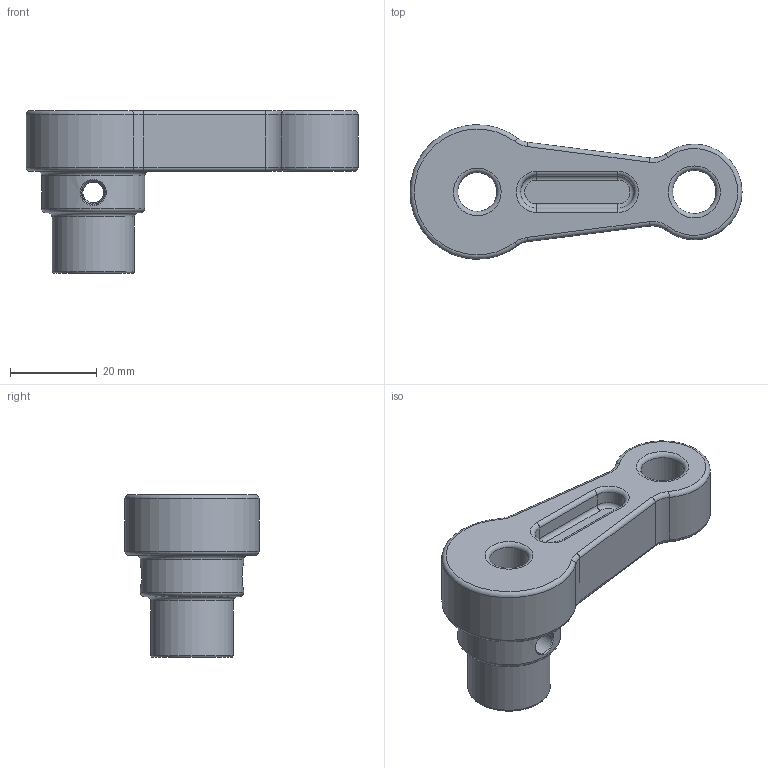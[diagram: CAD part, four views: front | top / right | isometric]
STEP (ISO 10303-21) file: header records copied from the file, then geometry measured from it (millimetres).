
FILE_DESCRIPTION(('FreeCAD Model'),'2;1');
FILE_NAME('Open CASCADE Shape Model','2023-07-05T17:16:08',('Author'),( ''),'Open CASCADE STEP processor 7.5','FreeCAD','Unknown');
FILE_SCHEMA(('AUTOMOTIVE_DESIGN { 1 0 10303 214 1 1 1 1 }'));
Length unit declared in the file: millimetre
Products named in the file (1): Body
Bounding box: 76.5 x 30.98 x 37.5 mm (x, y, z)
Volume: 25497.4 mm3; surface area: 8969.9 mm2
Topology: 1 solids, 1 shells, 73 faces, 156 edges, 89 vertices
Faces by surface type: cylinder 29, torus 28, plane 12, bspline 4
Full cylindrical faces by diameter (mm): 4.79 x1, 5.5 x1, 9 x2, 10 x1, 19 x1, 23.8 x1
Entity records: 5913 total; most frequent: CARTESIAN_POINT 2596, DIRECTION 674, LINE 323, VECTOR 323, ORIENTED_EDGE 312, PCURVE 312, DEFINITIONAL_REPRESENTATION 312, AXIS2_PLACEMENT_3D 167
